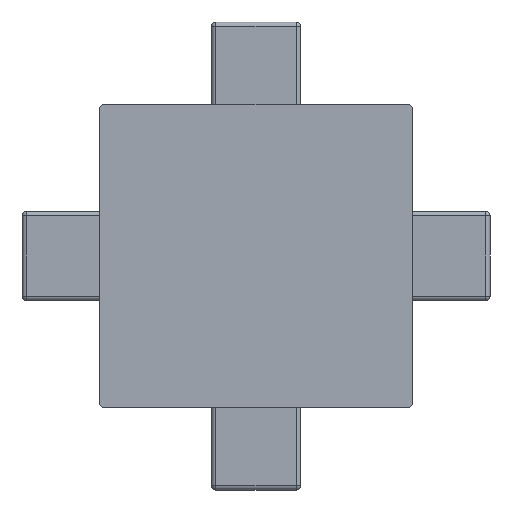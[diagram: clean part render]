
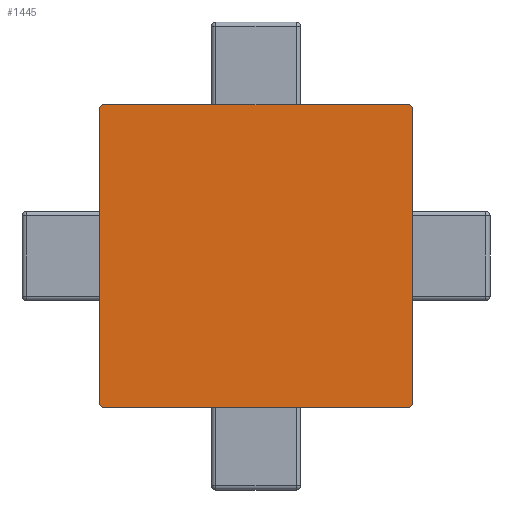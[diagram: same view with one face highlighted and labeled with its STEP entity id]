
A CAD part, front view. The second image highlights one B-rep face of the part: STEP entity #1445.
In plain terms, the highlighted planar face has unit normal (0, -1, 0).
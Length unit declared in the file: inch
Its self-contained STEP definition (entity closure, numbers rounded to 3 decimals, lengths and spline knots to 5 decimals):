
#64=CARTESIAN_POINT('',(-1.02,0.,-0.985));
#65=DIRECTION('',(0.,-1.,0.));
#66=DIRECTION('',(-1.,0.,0.));
#67=AXIS2_PLACEMENT_3D('',#64,#65,#66);
#74=CARTESIAN_POINT('',(-1.02,0.,0.985));
#75=DIRECTION('',(0.,-1.,0.));
#76=DIRECTION('',(0.,0.,1.));
#77=AXIS2_PLACEMENT_3D('',#74,#75,#76);
#84=DIRECTION('',(0.,0.,1.));
#85=VECTOR('',#84,1.97);
#86=CARTESIAN_POINT('',(-1.05,0.,-0.985));
#87=LINE('',#86,#85);
#120=CARTESIAN_POINT('',(1.02,0.,0.985));
#121=DIRECTION('',(0.,-1.,0.));
#122=DIRECTION('',(1.,0.,0.));
#123=AXIS2_PLACEMENT_3D('',#120,#121,#122);
#130=DIRECTION('',(1.,0.,0.));
#131=VECTOR('',#130,2.04);
#132=CARTESIAN_POINT('',(-1.02,0.,1.015));
#133=LINE('',#132,#131);
#146=DIRECTION('',(0.,0.,-1.));
#147=VECTOR('',#146,1.97);
#148=CARTESIAN_POINT('',(1.05,0.,0.985));
#149=LINE('',#148,#147);
#172=CARTESIAN_POINT('',(1.02,0.,-0.985));
#173=DIRECTION('',(0.,-1.,0.));
#174=DIRECTION('',(0.,0.,-1.));
#175=AXIS2_PLACEMENT_3D('',#172,#173,#174);
#182=DIRECTION('',(-1.,0.,0.));
#183=VECTOR('',#182,2.04);
#184=CARTESIAN_POINT('',(1.02,0.,-1.015));
#185=LINE('',#184,#183);
#1330=CARTESIAN_POINT('',(-1.02,0.,1.015));
#1331=CARTESIAN_POINT('',(-1.05,0.,0.985));
#1332=VERTEX_POINT('',#1330);
#1333=VERTEX_POINT('',#1331);
#1334=CARTESIAN_POINT('',(1.02,0.,1.015));
#1335=VERTEX_POINT('',#1334);
#1336=CARTESIAN_POINT('',(1.05,0.,0.985));
#1337=VERTEX_POINT('',#1336);
#1338=CARTESIAN_POINT('',(1.05,0.,-0.985));
#1339=VERTEX_POINT('',#1338);
#1340=CARTESIAN_POINT('',(1.02,0.,-1.015));
#1341=VERTEX_POINT('',#1340);
#1342=CARTESIAN_POINT('',(-1.02,0.,-1.015));
#1343=VERTEX_POINT('',#1342);
#1344=CARTESIAN_POINT('',(-1.05,0.,-0.985));
#1345=VERTEX_POINT('',#1344);
#1423=CARTESIAN_POINT('',(0.,0.,0.));
#1424=DIRECTION('',(0.,1.,0.));
#1425=DIRECTION('',(1.,0.,0.));
#1426=AXIS2_PLACEMENT_3D('',#1423,#1424,#1425);
#1427=PLANE('',#1426);
#1429=ORIENTED_EDGE('',*,*,#1428,.F.);
#1431=ORIENTED_EDGE('',*,*,#1430,.T.);
#1433=ORIENTED_EDGE('',*,*,#1432,.F.);
#1435=ORIENTED_EDGE('',*,*,#1434,.T.);
#1437=ORIENTED_EDGE('',*,*,#1436,.F.);
#1439=ORIENTED_EDGE('',*,*,#1438,.T.);
#1440=ORIENTED_EDGE('',*,*,#1413,.F.);
#1442=ORIENTED_EDGE('',*,*,#1441,.T.);
#1443=EDGE_LOOP('',(#1429,#1431,#1433,#1435,#1437,#1439,#1440,#1442));
#1444=FACE_OUTER_BOUND('',#1443,.F.);
#1445=ADVANCED_FACE('',(#1444),#1427,.F.);
#68=CIRCLE('',#67,0.03);
#78=CIRCLE('',#77,0.03);
#124=CIRCLE('',#123,0.03);
#176=CIRCLE('',#175,0.03);
#1413=EDGE_CURVE('',#1345,#1343,#68,.T.);
#1428=EDGE_CURVE('',#1332,#1333,#78,.T.);
#1430=EDGE_CURVE('',#1332,#1335,#133,.T.);
#1432=EDGE_CURVE('',#1337,#1335,#124,.T.);
#1434=EDGE_CURVE('',#1337,#1339,#149,.T.);
#1436=EDGE_CURVE('',#1341,#1339,#176,.T.);
#1438=EDGE_CURVE('',#1341,#1343,#185,.T.);
#1441=EDGE_CURVE('',#1345,#1333,#87,.T.);
